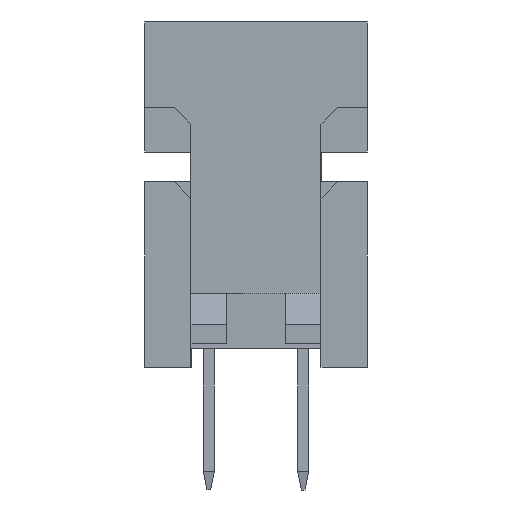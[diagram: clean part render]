
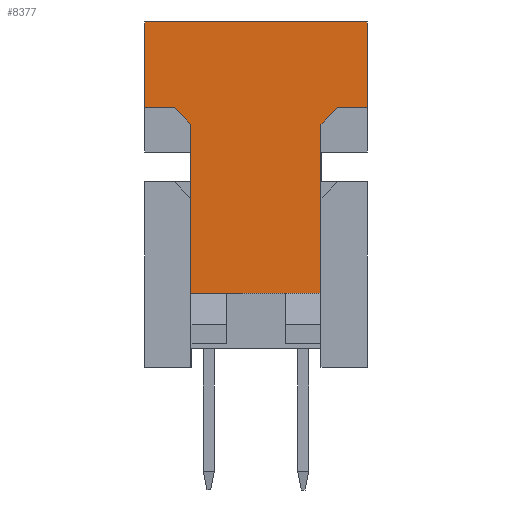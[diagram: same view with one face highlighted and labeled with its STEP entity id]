
A CAD part, left-side view. The second image highlights one B-rep face of the part: STEP entity #8377.
In plain terms, the highlighted planar face has unit normal (-1, 0, 0).
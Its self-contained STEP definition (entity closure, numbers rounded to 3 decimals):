
#1940=ORIENTED_EDGE('',*,*,#3547,.F.);
#1941=ORIENTED_EDGE('',*,*,#3560,.F.);
#1942=ORIENTED_EDGE('',*,*,#3561,.T.);
#1943=ORIENTED_EDGE('',*,*,#3562,.F.);
#1944=ORIENTED_EDGE('',*,*,#3563,.T.);
#1945=ORIENTED_EDGE('',*,*,#3564,.T.);
#1946=ORIENTED_EDGE('',*,*,#3565,.T.);
#1947=ORIENTED_EDGE('',*,*,#3566,.F.);
#1948=ORIENTED_EDGE('',*,*,#3539,.T.);
#1949=ORIENTED_EDGE('',*,*,#3567,.T.);
#3539=EDGE_CURVE('',#4461,#4460,#5440,.T.);
#3547=EDGE_CURVE('',#4466,#4467,#5448,.T.);
#3560=EDGE_CURVE('',#4477,#4466,#5461,.T.);
#3561=EDGE_CURVE('',#4477,#4478,#5462,.F.);
#3562=EDGE_CURVE('',#4479,#4478,#5463,.T.);
#3563=EDGE_CURVE('',#4479,#4480,#5464,.T.);
#3564=EDGE_CURVE('',#4480,#4481,#5465,.T.);
#3565=EDGE_CURVE('',#4481,#4482,#5466,.F.);
#3566=EDGE_CURVE('',#4461,#4482,#5467,.T.);
#3567=EDGE_CURVE('',#4460,#4467,#5468,.T.);
#4460=VERTEX_POINT('',#13211);
#4461=VERTEX_POINT('',#13213);
#4466=VERTEX_POINT('',#13226);
#4467=VERTEX_POINT('',#13228);
#4477=VERTEX_POINT('',#13254);
#4478=VERTEX_POINT('',#13256);
#4479=VERTEX_POINT('',#13258);
#4480=VERTEX_POINT('',#13260);
#4481=VERTEX_POINT('',#13262);
#4482=VERTEX_POINT('',#13264);
#5440=LINE('',#13212,#6551);
#5448=LINE('',#13227,#6559);
#5461=LINE('',#13253,#6572);
#5462=LINE('',#13255,#6573);
#5463=LINE('',#13257,#6574);
#5464=LINE('',#13259,#6575);
#5465=LINE('',#13261,#6576);
#5466=LINE('',#13263,#6577);
#5467=LINE('',#13265,#6578);
#5468=LINE('',#13266,#6579);
#6551=VECTOR('',#10793,1000.);
#6559=VECTOR('',#10803,1000.);
#6572=VECTOR('',#10822,1000.);
#6573=VECTOR('',#10823,1000.);
#6574=VECTOR('',#10824,1000.);
#6575=VECTOR('',#10825,1000.);
#6576=VECTOR('',#10826,1000.);
#6577=VECTOR('',#10827,1000.);
#6578=VECTOR('',#10828,1000.);
#6579=VECTOR('',#10829,1000.);
#7152=EDGE_LOOP('',(#1940,#1941,#1942,#1943,#1944,#1945,#1946,#1947,#1948,
#1949));
#7601=FACE_BOUND('',#7152,.T.);
#7970=PLANE('',#9081);
#8377=ADVANCED_FACE('',(#7601),#7970,.T.);
#9081=AXIS2_PLACEMENT_3D('',#13252,#10820,#10821);
#10793=DIRECTION('',(0.,0.,1.));
#10803=DIRECTION('',(0.,0.,1.));
#10820=DIRECTION('',(-1.,0.,0.));
#10821=DIRECTION('',(0.,0.,1.));
#10822=DIRECTION('',(0.,1.,0.));
#10823=DIRECTION('',(0.,0.707,0.707));
#10824=DIRECTION('',(0.,0.,1.));
#10825=DIRECTION('',(0.,-1.,0.));
#10826=DIRECTION('',(0.,0.,1.));
#10827=DIRECTION('',(0.,0.707,-0.707));
#10828=DIRECTION('',(0.,1.,0.));
#10829=DIRECTION('',(0.,1.,0.));
#13211=CARTESIAN_POINT('',(-15.425,-3.,1.15));
#13212=CARTESIAN_POINT('',(-15.425,-3.,-1.15));
#13213=CARTESIAN_POINT('',(-15.425,-3.,-1.15));
#13226=CARTESIAN_POINT('',(-15.425,3.,-1.15));
#13227=CARTESIAN_POINT('',(-15.425,3.,-1.15));
#13228=CARTESIAN_POINT('',(-15.425,3.,1.15));
#13252=CARTESIAN_POINT('',(-15.425,-3.,-1.15));
#13253=CARTESIAN_POINT('',(-15.425,-3.,-1.15));
#13254=CARTESIAN_POINT('',(-15.425,2.2,-1.15));
#13255=CARTESIAN_POINT('',(-15.425,2.2,-1.15));
#13256=CARTESIAN_POINT('',(-15.425,1.75,-1.6));
#13257=CARTESIAN_POINT('',(-15.425,1.75,-6.15));
#13258=CARTESIAN_POINT('',(-15.425,1.75,-6.15));
#13259=CARTESIAN_POINT('',(-15.425,1.75,-6.15));
#13260=CARTESIAN_POINT('',(-15.425,-1.75,-6.15));
#13261=CARTESIAN_POINT('',(-15.425,-1.75,-6.15));
#13262=CARTESIAN_POINT('',(-15.425,-1.75,-1.6));
#13263=CARTESIAN_POINT('',(-15.425,-2.2,-1.15));
#13264=CARTESIAN_POINT('',(-15.425,-2.2,-1.15));
#13265=CARTESIAN_POINT('',(-15.425,-3.,-1.15));
#13266=CARTESIAN_POINT('',(-15.425,-3.,1.15));
